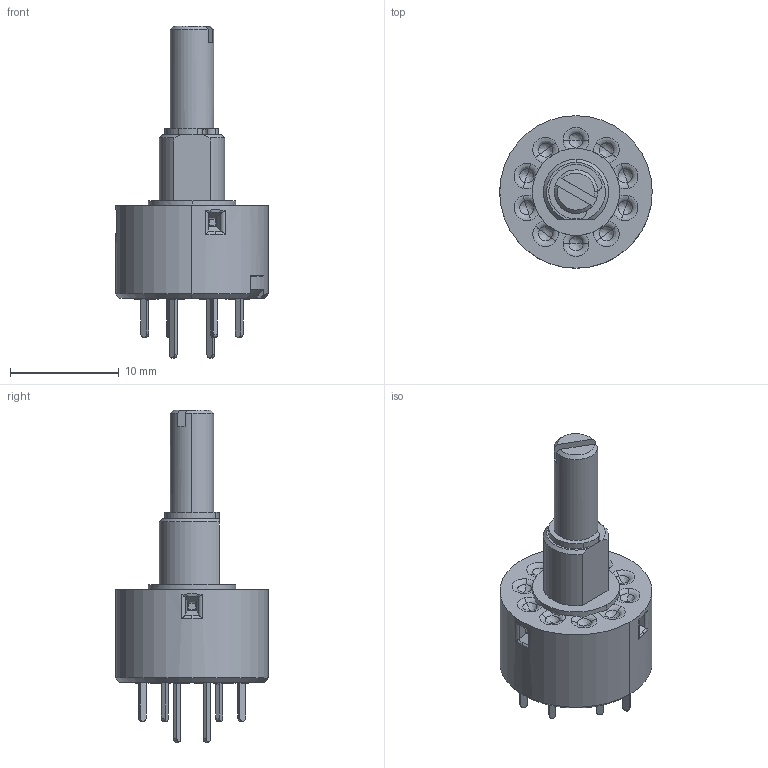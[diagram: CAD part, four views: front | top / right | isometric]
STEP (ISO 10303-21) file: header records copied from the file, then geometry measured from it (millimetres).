
FILE_DESCRIPTION (( 'STEP AP214' ), '1' );
FILE_NAME ('2ﾏ2ﾍ 23.step', '2024-10-16T03:46:14', ( '' ), ( '' ), 'SwSTEP 2.0', 'SolidWorks 2018', '' );
FILE_SCHEMA (( 'AUTOMOTIVE_DESIGN' ));
Length unit declared in the file: millimetre
Products named in the file (1): 2ﾏ2ﾍ 23
Bounding box: 14 x 14 x 30.48 mm (x, y, z)
Surface area: 1275.5 mm2 (no closed solid volume)
Topology: 0 solids, 19 shells, 287 faces, 988 edges, 690 vertices
Faces by surface type: plane 135, cylinder 75, torus 34, bspline 26, cone 17
Entity records: 15132 total; most frequent: CARTESIAN_POINT 3919, DIRECTION 1608, ORIENTED_EDGE 1605, EDGE_CURVE 968, VERTEX_POINT 690, AXIS2_PLACEMENT_3D 540, VECTOR 528, LINE 528
